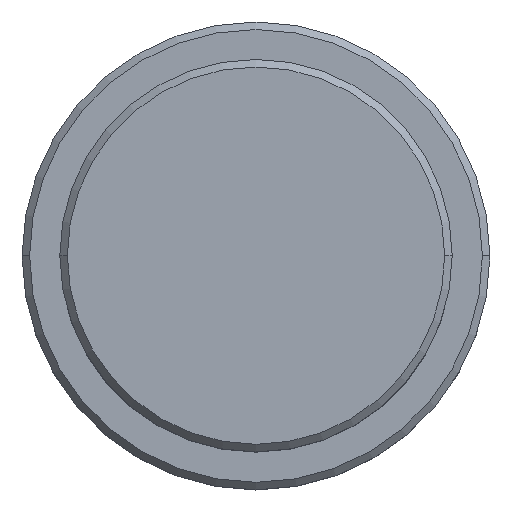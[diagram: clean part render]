
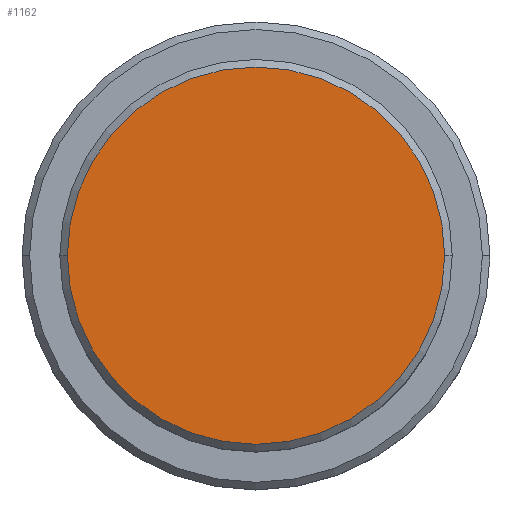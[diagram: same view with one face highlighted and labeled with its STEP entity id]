
A CAD part, top view. The second image highlights one B-rep face of the part: STEP entity #1162.
In plain terms, the highlighted planar face has unit normal (0, 0, 1).
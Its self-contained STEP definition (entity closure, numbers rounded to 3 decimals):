
#31 = VERTEX_POINT ( 'NONE', #34 ) ;
#34 = CARTESIAN_POINT ( 'NONE',  ( -12.5, 0., 0. ) ) ;
#90 = CARTESIAN_POINT ( 'NONE',  ( 0., 0., 0. ) ) ;
#133 = CARTESIAN_POINT ( 'NONE',  ( 12.5, 0., 0. ) ) ;
#155 = ORIENTED_EDGE ( 'NONE', *, *, #957, .T. ) ;
#299 = DIRECTION ( 'NONE',  ( 1., 0., 0. ) ) ;
#320 = DIRECTION ( 'NONE',  ( 1., 0., 0. ) ) ;
#370 = CIRCLE ( 'NONE', #1169, 12.5 ) ;
#442 = FACE_OUTER_BOUND ( 'NONE', #875, .T. ) ;
#458 = DIRECTION ( 'NONE',  ( 0., 0., 1. ) ) ;
#473 = ORIENTED_EDGE ( 'NONE', *, *, #721, .T. ) ;
#636 = CARTESIAN_POINT ( 'NONE',  ( 0., 0., 0. ) ) ;
#716 = CIRCLE ( 'NONE', #1288, 12.5 ) ;
#721 = EDGE_CURVE ( 'NONE', #31, #1304, #370, .T. ) ;
#746 = PLANE ( 'NONE',  #767 ) ;
#765 = DIRECTION ( 'NONE',  ( 0., 0., 1. ) ) ;
#767 = AXIS2_PLACEMENT_3D ( 'NONE', #90, #948, #320 ) ;
#875 = EDGE_LOOP ( 'NONE', ( #473, #155 ) ) ;
#948 = DIRECTION ( 'NONE',  ( 0., 0., 1. ) ) ;
#957 = EDGE_CURVE ( 'NONE', #1304, #31, #716, .T. ) ;
#1133 = CARTESIAN_POINT ( 'NONE',  ( 0., 0., 0. ) ) ;
#1162 = ADVANCED_FACE ( 'NONE', ( #442 ), #746, .T. ) ;
#1169 = AXIS2_PLACEMENT_3D ( 'NONE', #636, #765, #299 ) ;
#1288 = AXIS2_PLACEMENT_3D ( 'NONE', #1133, #458, #1335 ) ;
#1304 = VERTEX_POINT ( 'NONE', #133 ) ;
#1335 = DIRECTION ( 'NONE',  ( 1., 0., 0. ) ) ;
